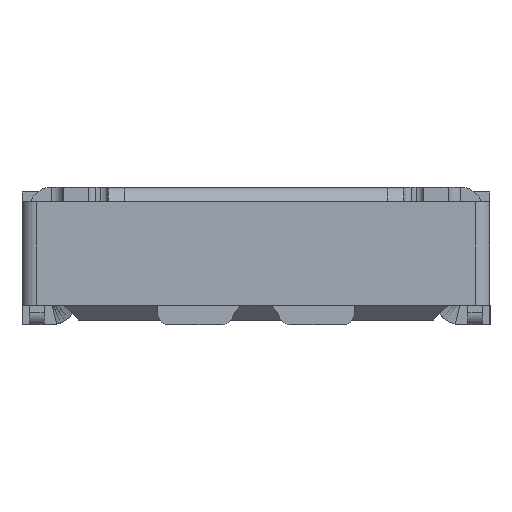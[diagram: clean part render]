
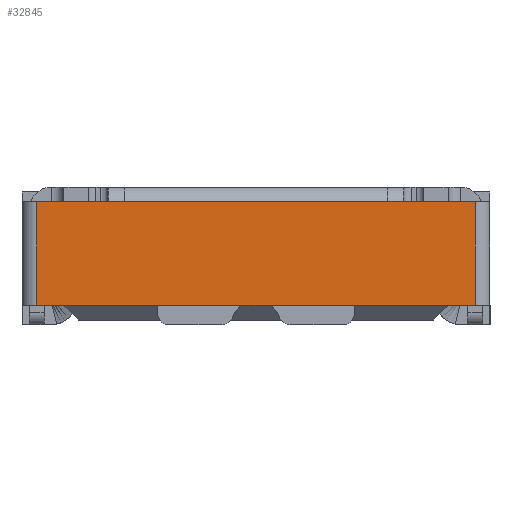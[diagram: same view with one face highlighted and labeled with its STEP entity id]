
A CAD part, left-side view. The second image highlights one B-rep face of the part: STEP entity #32845.
In plain terms, the highlighted planar face has unit normal (-1, 0, 0).
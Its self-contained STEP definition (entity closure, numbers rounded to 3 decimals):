
#3035=FACE_OUTER_BOUND('',#4925,.T.);
#4925=EDGE_LOOP('',(#29233,#29234,#29235,#29236));
#6840=LINE('',#50095,#10746);
#7493=LINE('',#51495,#11399);
#7494=LINE('',#51499,#11400);
#8220=LINE('',#53167,#12126);
#10746=VECTOR('',#39727,10.);
#11399=VECTOR('',#40722,1.);
#11400=VECTOR('',#40727,1.);
#12126=VECTOR('',#42301,1.);
#14331=VERTEX_POINT('',#50092);
#14332=VERTEX_POINT('',#50094);
#14856=VERTEX_POINT('',#51494);
#14857=VERTEX_POINT('',#51498);
#18145=EDGE_CURVE('',#14331,#14332,#6840,.T.);
#18821=EDGE_CURVE('',#14332,#14856,#7493,.T.);
#18823=EDGE_CURVE('',#14857,#14331,#7494,.T.);
#19646=EDGE_CURVE('',#14856,#14857,#8220,.T.);
#29233=ORIENTED_EDGE('',*,*,#18145,.F.);
#29234=ORIENTED_EDGE('',*,*,#18823,.F.);
#29235=ORIENTED_EDGE('',*,*,#19646,.F.);
#29236=ORIENTED_EDGE('',*,*,#18821,.F.);
#31055=PLANE('',#35246);
#32845=ADVANCED_FACE('',(#3035),#31055,.F.);
#35246=AXIS2_PLACEMENT_3D('',#54448,#43576,#43577);
#39727=DIRECTION('',(0.,1.,0.));
#40722=DIRECTION('',(0.,0.,1.));
#40727=DIRECTION('',(0.,0.,-1.));
#42301=DIRECTION('',(0.,-1.,0.));
#43576=DIRECTION('center_axis',(1.,0.,0.));
#43577=DIRECTION('ref_axis',(0.,1.,0.));
#50092=CARTESIAN_POINT('',(-3.325,-0.89,0.06));
#50094=CARTESIAN_POINT('',(-3.325,0.89,0.06));
#50095=CARTESIAN_POINT('',(-3.325,0.315,0.06));
#51494=CARTESIAN_POINT('',(-3.325,0.89,0.48));
#51495=CARTESIAN_POINT('',(-3.325,0.89,0.47));
#51498=CARTESIAN_POINT('',(-3.325,-0.89,0.48));
#51499=CARTESIAN_POINT('',(-3.325,-0.89,0.47));
#53167=CARTESIAN_POINT('',(-3.325,0.63,0.48));
#54448=CARTESIAN_POINT('Origin',(-3.325,0.63,0.47));
